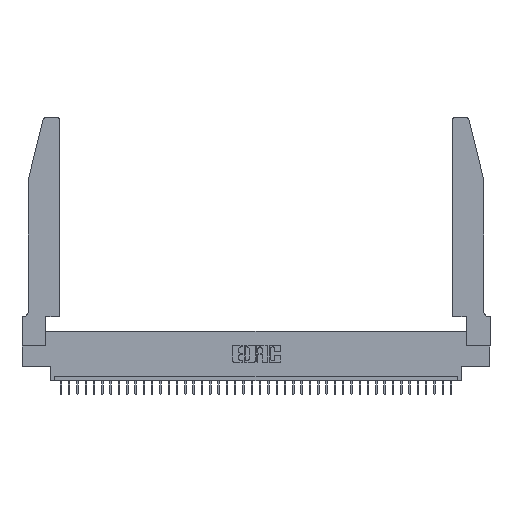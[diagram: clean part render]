
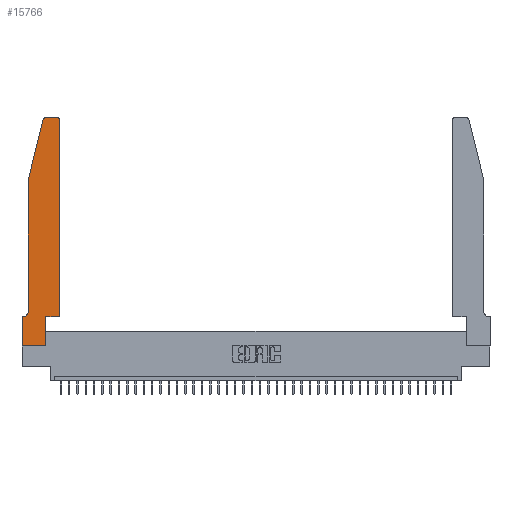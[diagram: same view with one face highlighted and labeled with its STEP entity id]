
A CAD part, top view. The second image highlights one B-rep face of the part: STEP entity #15766.
In plain terms, the highlighted planar face has unit normal (0, 0, 1).
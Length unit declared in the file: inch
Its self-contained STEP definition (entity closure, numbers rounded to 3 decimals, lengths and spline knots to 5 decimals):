
#313 = EDGE_CURVE ( 'NONE', #39011, #34901, #24295, .T. ) ;
#624 = DIRECTION ( 'NONE',  ( 1., 0., 0. ) ) ;
#791 = VERTEX_POINT ( 'NONE', #28920 ) ;
#1117 = EDGE_CURVE ( 'NONE', #26123, #11012, #13043, .T. ) ;
#1312 = CIRCLE ( 'NONE', #38591, 0.03 ) ;
#1670 = VERTEX_POINT ( 'NONE', #36818 ) ;
#1741 = CARTESIAN_POINT ( 'NONE',  ( 0.0055, 0.42, 0.37 ) ) ;
#1806 = LINE ( 'NONE', #27177, #21685 ) ;
#1852 = LINE ( 'NONE', #9249, #26128 ) ;
#2834 = EDGE_CURVE ( 'NONE', #9693, #39011, #38816, .T. ) ;
#3582 = EDGE_CURVE ( 'NONE', #1670, #7600, #1806, .T. ) ;
#3793 = AXIS2_PLACEMENT_3D ( 'NONE', #39684, #17553, #20952 ) ;
#3809 = VECTOR ( 'NONE', #13948, 39.37008 ) ;
#4031 = CARTESIAN_POINT ( 'NONE',  ( 0.0755, 0.42, 0.37 ) ) ;
#4547 = DIRECTION ( 'NONE',  ( 0., 1., 0. ) ) ;
#4741 = VECTOR ( 'NONE', #624, 39.37008 ) ;
#4990 = DIRECTION ( 'NONE',  ( -1., 0., 0. ) ) ;
#5372 = CARTESIAN_POINT ( 'NONE',  ( 0.4505, 0.35, 0.37 ) ) ;
#5422 = EDGE_CURVE ( 'NONE', #37137, #27801, #27953, .T. ) ;
#5915 = DIRECTION ( 'NONE',  ( 0., -1., 0. ) ) ;
#6409 = ORIENTED_EDGE ( 'NONE', *, *, #3582, .T. ) ;
#6612 = PLANE ( 'NONE',  #8528 ) ;
#6882 = EDGE_CURVE ( 'NONE', #791, #26123, #14199, .T. ) ;
#7194 = CIRCLE ( 'NONE', #28552, 0.07 ) ;
#7431 = CARTESIAN_POINT ( 'NONE',  ( 0.0755, 2., 0.37 ) ) ;
#7439 = CARTESIAN_POINT ( 'NONE',  ( 0.284, 2.75, 0.37 ) ) ;
#7600 = VERTEX_POINT ( 'NONE', #7439 ) ;
#8465 = EDGE_LOOP ( 'NONE', ( #6409, #12204, #34131, #33133, #33226, #14287, #15967, #25991, #29975, #38401, #37339, #10845 ) ) ;
#8528 = AXIS2_PLACEMENT_3D ( 'NONE', #31773, #22376, #16574 ) ;
#9249 = CARTESIAN_POINT ( 'NONE',  ( 0.4505, 0.35, 0.37 ) ) ;
#9693 = VERTEX_POINT ( 'NONE', #39776 ) ;
#9962 = CARTESIAN_POINT ( 'NONE',  ( 0.0755, 2., 0.37 ) ) ;
#10091 = CARTESIAN_POINT ( 'NONE',  ( 0.0755, 0.35, 0.37 ) ) ;
#10803 = EDGE_CURVE ( 'NONE', #33266, #39718, #26667, .T. ) ;
#10845 = ORIENTED_EDGE ( 'NONE', *, *, #21387, .T. ) ;
#11012 = VERTEX_POINT ( 'NONE', #12918 ) ;
#11868 = DIRECTION ( 'NONE',  ( 1., 0., 0. ) ) ;
#12204 = ORIENTED_EDGE ( 'NONE', *, *, #35876, .T. ) ;
#12918 = CARTESIAN_POINT ( 'NONE',  ( 0., 0., 0.37 ) ) ;
#13043 = LINE ( 'NONE', #33856, #20855 ) ;
#13082 = CARTESIAN_POINT ( 'NONE',  ( 0.2865, 0.35, 0.37 ) ) ;
#13948 = DIRECTION ( 'NONE',  ( -0.239, -0.971, 0. ) ) ;
#13987 = CARTESIAN_POINT ( 'NONE',  ( 0.4505, 0.35, 0.37 ) ) ;
#14199 = LINE ( 'NONE', #10091, #23436 ) ;
#14287 = ORIENTED_EDGE ( 'NONE', *, *, #6882, .T. ) ;
#15391 = CARTESIAN_POINT ( 'NONE',  ( 0.4205, 2.72, 0.37 ) ) ;
#15425 = EDGE_CURVE ( 'NONE', #34901, #791, #7194, .T. ) ;
#15766 = ADVANCED_FACE ( 'NONE', ( #36798 ), #6612, .T. ) ;
#15967 = ORIENTED_EDGE ( 'NONE', *, *, #1117, .T. ) ;
#16574 = DIRECTION ( 'NONE',  ( 1., 0., 0. ) ) ;
#17553 = DIRECTION ( 'NONE',  ( 0., 0., 1. ) ) ;
#20601 = CARTESIAN_POINT ( 'NONE',  ( 0.0755, 2., 0.37 ) ) ;
#20855 = VECTOR ( 'NONE', #5915, 39.37008 ) ;
#20952 = DIRECTION ( 'NONE',  ( 1., 0., 0. ) ) ;
#21387 = EDGE_CURVE ( 'NONE', #39718, #1670, #1312, .T. ) ;
#21685 = VECTOR ( 'NONE', #39151, 39.37008 ) ;
#22023 = CARTESIAN_POINT ( 'NONE',  ( 0.2865, 0., 0.37 ) ) ;
#22376 = DIRECTION ( 'NONE',  ( 0., 0., 1. ) ) ;
#23436 = VECTOR ( 'NONE', #37878, 39.37008 ) ;
#23606 = CARTESIAN_POINT ( 'NONE',  ( 0., 0.35, 0.37 ) ) ;
#24295 = LINE ( 'NONE', #20601, #35931 ) ;
#25878 = CIRCLE ( 'NONE', #3793, 0.03 ) ;
#25991 = ORIENTED_EDGE ( 'NONE', *, *, #27456, .T. ) ;
#26123 = VERTEX_POINT ( 'NONE', #23606 ) ;
#26128 = VECTOR ( 'NONE', #27875, 39.37008 ) ;
#26327 = DIRECTION ( 'NONE',  ( 0., 0., -1. ) ) ;
#26515 = DIRECTION ( 'NONE',  ( 0., 1., 0. ) ) ;
#26667 = LINE ( 'NONE', #13987, #28109 ) ;
#27177 = CARTESIAN_POINT ( 'NONE',  ( 0.2605, 2.75, 0.37 ) ) ;
#27456 = EDGE_CURVE ( 'NONE', #11012, #37137, #30957, .T. ) ;
#27801 = VERTEX_POINT ( 'NONE', #36628 ) ;
#27875 = DIRECTION ( 'NONE',  ( 1., 0., 0. ) ) ;
#27953 = LINE ( 'NONE', #13082, #34161 ) ;
#28109 = VECTOR ( 'NONE', #26515, 39.37008 ) ;
#28552 = AXIS2_PLACEMENT_3D ( 'NONE', #1741, #26327, #4990 ) ;
#28920 = CARTESIAN_POINT ( 'NONE',  ( 0.0055, 0.35, 0.37 ) ) ;
#29975 = ORIENTED_EDGE ( 'NONE', *, *, #5422, .T. ) ;
#30892 = DIRECTION ( 'NONE',  ( 0., 0., 1. ) ) ;
#30957 = LINE ( 'NONE', #31496, #4741 ) ;
#31496 = CARTESIAN_POINT ( 'NONE',  ( 0., 0., 0.37 ) ) ;
#31773 = CARTESIAN_POINT ( 'NONE',  ( 0., 0.35, 0.37 ) ) ;
#33133 = ORIENTED_EDGE ( 'NONE', *, *, #313, .T. ) ;
#33181 = DIRECTION ( 'NONE',  ( 0., -1., 0. ) ) ;
#33226 = ORIENTED_EDGE ( 'NONE', *, *, #15425, .T. ) ;
#33266 = VERTEX_POINT ( 'NONE', #5372 ) ;
#33856 = CARTESIAN_POINT ( 'NONE',  ( 0., 0., 0.37 ) ) ;
#34131 = ORIENTED_EDGE ( 'NONE', *, *, #2834, .T. ) ;
#34161 = VECTOR ( 'NONE', #4547, 39.37008 ) ;
#34840 = CARTESIAN_POINT ( 'NONE',  ( 0.4505, 2.72, 0.37 ) ) ;
#34901 = VERTEX_POINT ( 'NONE', #4031 ) ;
#35876 = EDGE_CURVE ( 'NONE', #7600, #9693, #25878, .T. ) ;
#35931 = VECTOR ( 'NONE', #33181, 39.37008 ) ;
#36628 = CARTESIAN_POINT ( 'NONE',  ( 0.2865, 0.35, 0.37 ) ) ;
#36798 = FACE_OUTER_BOUND ( 'NONE', #8465, .T. ) ;
#36818 = CARTESIAN_POINT ( 'NONE',  ( 0.4205, 2.75, 0.37 ) ) ;
#37137 = VERTEX_POINT ( 'NONE', #22023 ) ;
#37339 = ORIENTED_EDGE ( 'NONE', *, *, #10803, .T. ) ;
#37878 = DIRECTION ( 'NONE',  ( -1., 0., 0. ) ) ;
#38401 = ORIENTED_EDGE ( 'NONE', *, *, #39575, .T. ) ;
#38591 = AXIS2_PLACEMENT_3D ( 'NONE', #15391, #30892, #11868 ) ;
#38816 = LINE ( 'NONE', #7431, #3809 ) ;
#39011 = VERTEX_POINT ( 'NONE', #9962 ) ;
#39151 = DIRECTION ( 'NONE',  ( -1., 0., 0. ) ) ;
#39575 = EDGE_CURVE ( 'NONE', #27801, #33266, #1852, .T. ) ;
#39684 = CARTESIAN_POINT ( 'NONE',  ( 0.284, 2.72, 0.37 ) ) ;
#39718 = VERTEX_POINT ( 'NONE', #34840 ) ;
#39776 = CARTESIAN_POINT ( 'NONE',  ( 0.25487, 2.72718, 0.37 ) ) ;
